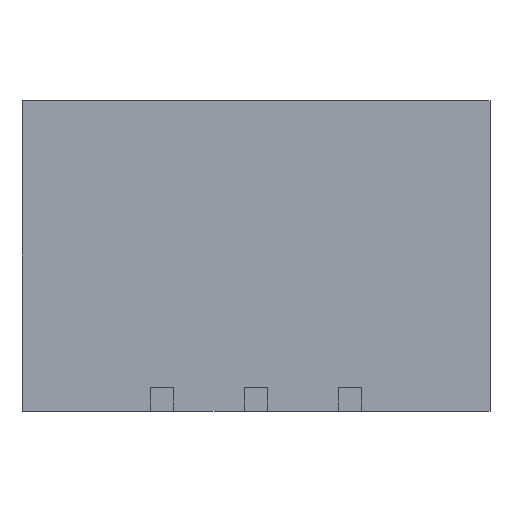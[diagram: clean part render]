
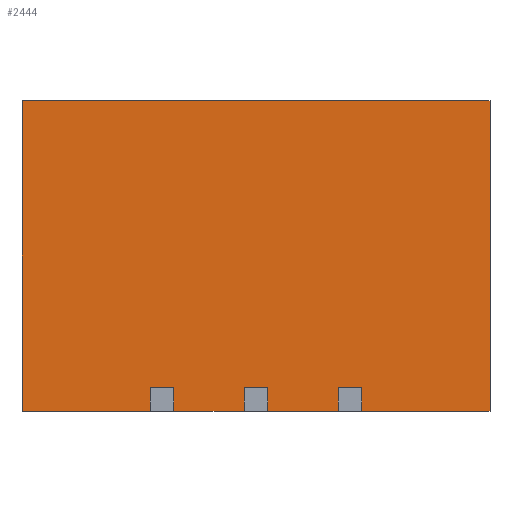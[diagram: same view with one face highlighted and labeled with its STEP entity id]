
A CAD part, front view. The second image highlights one B-rep face of the part: STEP entity #2444.
In plain terms, the highlighted planar face has unit normal (0, -1, 0).
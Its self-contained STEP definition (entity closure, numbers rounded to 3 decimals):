
#1100=CARTESIAN_POINT('',(-2.25,-5.0,0.5));
#1101=VERTEX_POINT('',#1100);
#1102=CARTESIAN_POINT('',(-1.75,-5.0,0.5));
#1103=VERTEX_POINT('',#1102);
#1104=CARTESIAN_POINT('',(-2.0,-5.0,0.5));
#1105=DIRECTION('',(1.0,0.0,0.0));
#1106=VECTOR('',#1105,1.0);
#1107=LINE('',#1104,#1106);
#1108=EDGE_CURVE('n� 1542',#1101,#1103,#1107,.T.);
#1140=CARTESIAN_POINT('',(-0.25,-5.0,0.5));
#1141=VERTEX_POINT('',#1140);
#1142=CARTESIAN_POINT('',(0.25,-5.0,0.5));
#1143=VERTEX_POINT('',#1142);
#1144=CARTESIAN_POINT('',(0.0,-5.0,0.5));
#1145=DIRECTION('',(1.0,0.0,0.0));
#1146=VECTOR('',#1145,1.0);
#1147=LINE('',#1144,#1146);
#1148=EDGE_CURVE('n� 1521',#1141,#1143,#1147,.T.);
#1180=CARTESIAN_POINT('',(1.75,-5.0,0.5));
#1181=VERTEX_POINT('',#1180);
#1182=CARTESIAN_POINT('',(2.25,-5.0,0.5));
#1183=VERTEX_POINT('',#1182);
#1184=CARTESIAN_POINT('',(2.0,-5.0,0.5));
#1185=DIRECTION('',(1.0,0.0,0.0));
#1186=VECTOR('',#1185,1.0);
#1187=LINE('',#1184,#1186);
#1188=EDGE_CURVE('n� 1500',#1181,#1183,#1187,.T.);
#1614=CARTESIAN_POINT('',(-2.25,-5.,-0.0));
#1615=VERTEX_POINT('',#1614);
#1616=CARTESIAN_POINT('',(-2.25,-5.0,0.25));
#1617=DIRECTION('',(0.0,0.,-1.0));
#1618=VECTOR('',#1617,1.0);
#1619=LINE('',#1616,#1618);
#1620=EDGE_CURVE('n� 1168',#1101,#1615,#1619,.T.);
#1661=CARTESIAN_POINT('',(-1.75,-5.,-0.0));
#1662=VERTEX_POINT('',#1661);
#1669=CARTESIAN_POINT('',(-1.75,-5.0,0.25));
#1670=DIRECTION('',(0.0,0.,1.0));
#1671=VECTOR('',#1670,1.0);
#1672=LINE('',#1669,#1671);
#1673=EDGE_CURVE('n� 1126',#1662,#1103,#1672,.T.);
#1693=CARTESIAN_POINT('',(-0.25,-5.,-0.0));
#1694=VERTEX_POINT('',#1693);
#1695=CARTESIAN_POINT('',(-0.25,-5.0,0.25));
#1696=DIRECTION('',(0.0,0.,-1.0));
#1697=VECTOR('',#1696,1.0);
#1698=LINE('',#1695,#1697);
#1699=EDGE_CURVE('n� 1105',#1141,#1694,#1698,.T.);
#1740=CARTESIAN_POINT('',(0.25,-5.,-0.0));
#1741=VERTEX_POINT('',#1740);
#1748=CARTESIAN_POINT('',(0.25,-5.0,0.25));
#1749=DIRECTION('',(0.0,0.,1.0));
#1750=VECTOR('',#1749,1.0);
#1751=LINE('',#1748,#1750);
#1752=EDGE_CURVE('n� 1063',#1741,#1143,#1751,.T.);
#1772=CARTESIAN_POINT('',(1.75,-5.,-0.0));
#1773=VERTEX_POINT('',#1772);
#1774=CARTESIAN_POINT('',(1.75,-5.0,0.25));
#1775=DIRECTION('',(0.0,0.,-1.0));
#1776=VECTOR('',#1775,1.0);
#1777=LINE('',#1774,#1776);
#1778=EDGE_CURVE('n� 1042',#1181,#1773,#1777,.T.);
#1819=CARTESIAN_POINT('',(2.25,-5.,-0.0));
#1820=VERTEX_POINT('',#1819);
#1827=CARTESIAN_POINT('',(2.25,-5.0,0.25));
#1828=DIRECTION('',(0.0,0.,1.0));
#1829=VECTOR('',#1828,1.0);
#1830=LINE('',#1827,#1829);
#1831=EDGE_CURVE('n� 1000',#1820,#1183,#1830,.T.);
#2172=CARTESIAN_POINT('',(-4.975,-5.0,6.6));
#2173=VERTEX_POINT('',#2172);
#2180=CARTESIAN_POINT('',(4.975,-5.0,6.6));
#2181=VERTEX_POINT('',#2180);
#2182=CARTESIAN_POINT('',(0.0,-5.0,6.6));
#2183=DIRECTION('',(1.0,0.0,0.0));
#2184=VECTOR('',#2183,1.0);
#2185=LINE('',#2182,#2184);
#2186=EDGE_CURVE('n� 364',#2173,#2181,#2185,.T.);
#2206=CARTESIAN_POINT('',(4.975,-5.,-0.0));
#2207=VERTEX_POINT('',#2206);
#2208=CARTESIAN_POINT('',(4.975,-5.0,3.3));
#2209=DIRECTION('',(0.0,0.,-1.0));
#2210=VECTOR('',#2209,1.0);
#2211=LINE('',#2208,#2210);
#2212=EDGE_CURVE('n� 363',#2181,#2207,#2211,.T.);
#2231=CARTESIAN_POINT('',(0.0,-5.0,-0.0));
#2232=DIRECTION('',(-1.0,-0.0,-0.0));
#2233=VECTOR('',#2232,1.0);
#2234=LINE('',#2231,#2233);
#2235=EDGE_CURVE('n� 374',#1773,#1741,#2234,.T.);
#2240=CARTESIAN_POINT('',(0.0,-5.0,-0.0));
#2241=DIRECTION('',(-1.0,-0.0,-0.0));
#2242=VECTOR('',#2241,1.0);
#2243=LINE('',#2240,#2242);
#2244=EDGE_CURVE('n� 370',#1694,#1662,#2243,.T.);
#2249=CARTESIAN_POINT('',(-4.975,-5.,-0.0));
#2250=VERTEX_POINT('',#2249);
#2251=CARTESIAN_POINT('',(0.0,-5.0,-0.0));
#2252=DIRECTION('',(-1.0,0.,0.0));
#2253=VECTOR('',#2252,1.0);
#2254=LINE('',#2251,#2253);
#2255=EDGE_CURVE('n� 366',#1615,#2250,#2254,.T.);
#2285=CARTESIAN_POINT('',(0.0,-5.0,-0.0));
#2286=DIRECTION('',(-1.0,-0.0,-0.0));
#2287=VECTOR('',#2286,1.0);
#2288=LINE('',#2285,#2287);
#2289=EDGE_CURVE('n� 362',#2207,#1820,#2288,.T.);
#2416=ORIENTED_EDGE('',*,*,#1831,.F.);
#2417=ORIENTED_EDGE('',*,*,#2289,.F.);
#2418=ORIENTED_EDGE('',*,*,#2212,.F.);
#2419=ORIENTED_EDGE('',*,*,#2186,.F.);
#2420=CARTESIAN_POINT('',(-4.975,-5.0,3.3));
#2421=DIRECTION('',(0.0,0.,1.0));
#2422=VECTOR('',#2421,1.0);
#2423=LINE('',#2420,#2422);
#2424=EDGE_CURVE('n� 247',#2250,#2173,#2423,.T.);
#2425=ORIENTED_EDGE('',*,*,#2424,.F.);
#2426=ORIENTED_EDGE('',*,*,#2255,.F.);
#2427=ORIENTED_EDGE('',*,*,#1620,.F.);
#2428=ORIENTED_EDGE('',*,*,#1108,.T.);
#2429=ORIENTED_EDGE('',*,*,#1673,.F.);
#2430=ORIENTED_EDGE('',*,*,#2244,.F.);
#2431=ORIENTED_EDGE('',*,*,#1699,.F.);
#2432=ORIENTED_EDGE('',*,*,#1148,.T.);
#2433=ORIENTED_EDGE('',*,*,#1752,.F.);
#2434=ORIENTED_EDGE('',*,*,#2235,.F.);
#2435=ORIENTED_EDGE('',*,*,#1778,.F.);
#2436=ORIENTED_EDGE('',*,*,#1188,.T.);
#2437=EDGE_LOOP('',(
    #2416,#2417,#2418,#2419,#2425,#2426,#2427,#2428,#2429,#2430,
    #2431,#2432,#2433,#2434,#2435,#2436));
#2438=FACE_OUTER_BOUND('',#2437,.T.);
#2439=CARTESIAN_POINT('',(4.975,-5.0,-0.0));
#2440=DIRECTION('',(-0.0,1.0,0.0));
#2441=DIRECTION('',(-1.0,-0.0,-0.0));
#2442=AXIS2_PLACEMENT_3D('',#2439,#2440,#2441);
#2443=PLANE('',#2442);
#2444=ADVANCED_FACE('n� 357',(#2438),#2443,.F.);
